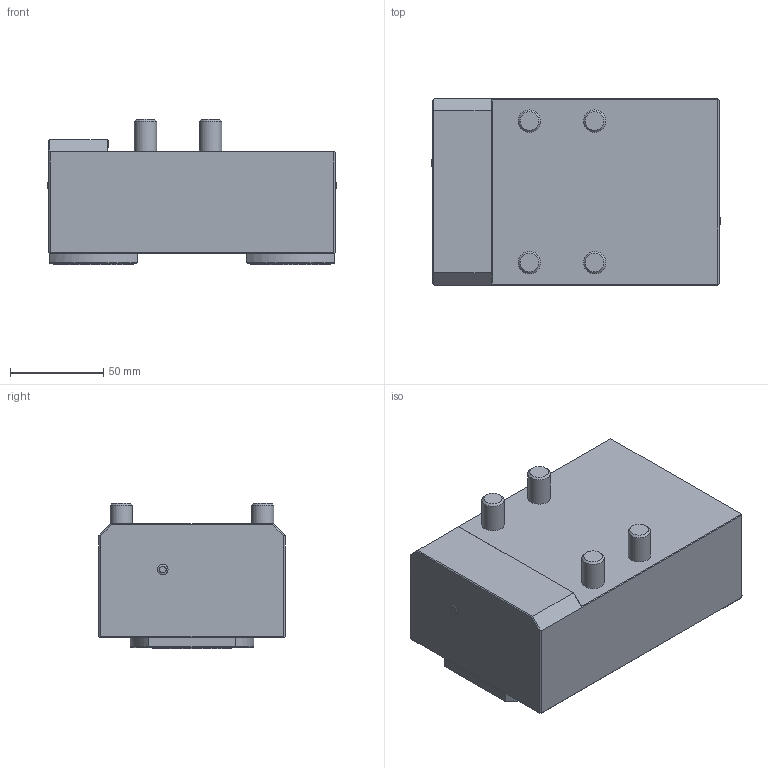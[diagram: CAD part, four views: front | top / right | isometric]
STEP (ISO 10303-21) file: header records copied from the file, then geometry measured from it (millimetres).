
FILE_DESCRIPTION(/* description */ (''),/* implementation_level */ '2;1');
FILE_NAME(/* name */ '1616490760727.stp',/* time_stamp */ '2021-03-23T10:12:46+01:00',/* author */ (''),/* organization */ ('SMS'),/* preprocessor_version */ 'ST-DEVELOPER v16.7',/* originating_system */ 'SIEMENS PLM Software NX 12.0',/* authorisation */ '');
FILE_SCHEMA (('AUTOMOTIVE_DESIGN { 1 0 10303 214 3 1 1 1 }'));
Length unit declared in the file: millimetre
Products named in the file (1): 203441737mod000_00
Bounding box: 155 x 100 x 78 mm (x, y, z)
Volume: 876944.1 mm3; surface area: 68630.6 mm2
Topology: 1 solids, 1 shells, 113 faces, 270 edges, 175 vertices
Faces by surface type: plane 62, cone 16, bspline 14, cylinder 11, sphere 10
Full cylindrical faces by diameter (mm): 2.5 x2, 5.7 x2, 7.2 x2, 12 x4
Entity records: 4520 total; most frequent: CARTESIAN_POINT 2226, ORIENTED_EDGE 426, DIRECTION 405, EDGE_CURVE 213, EDGE_LOOP 167, VERTEX_POINT 156, AXIS2_PLACEMENT_3D 150, ADVANCED_FACE 113
